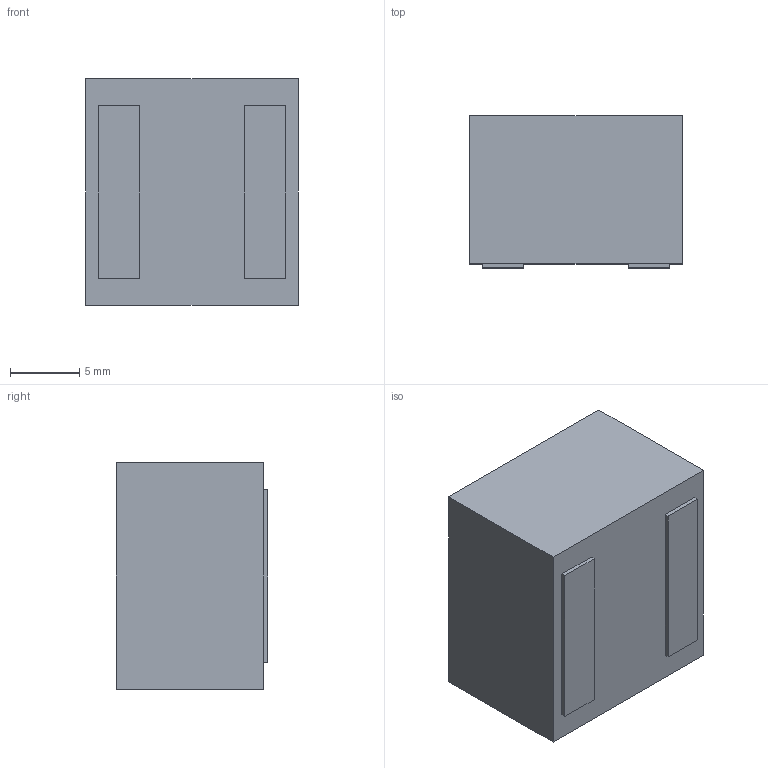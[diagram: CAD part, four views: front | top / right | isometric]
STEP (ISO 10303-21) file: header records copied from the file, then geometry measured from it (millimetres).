
FILE_DESCRIPTION (( 'STEP AP214' ), '1' );
FILE_NAME ('Coilcraft-XAL1510-333.STEP', '2018-12-17T11:05:36', ( '' ), ( '' ), 'SwSTEP 2.0', 'SolidWorks 2018', '' );
FILE_SCHEMA (( 'AUTOMOTIVE_DESIGN' ));
Length unit declared in the file: millimetre
Products named in the file (1): Coilcraft-XAL1510-333
Bounding box: 15.4 x 11 x 16.4 mm (x, y, z)
Volume: 2724.9 mm3; surface area: 1204.3 mm2
Topology: 1 solids, 1 shells, 87 faces, 193 edges, 115 vertices
Faces by surface type: bspline 48, plane 39
Entity records: 4705 total; most frequent: CARTESIAN_POINT 2928, ORIENTED_EDGE 386, EDGE_CURVE 193, DIRECTION 177, VERTEX_POINT 115, VECTOR 97, LINE 97, B_SPLINE_CURVE_WITH_KNOTS 96
